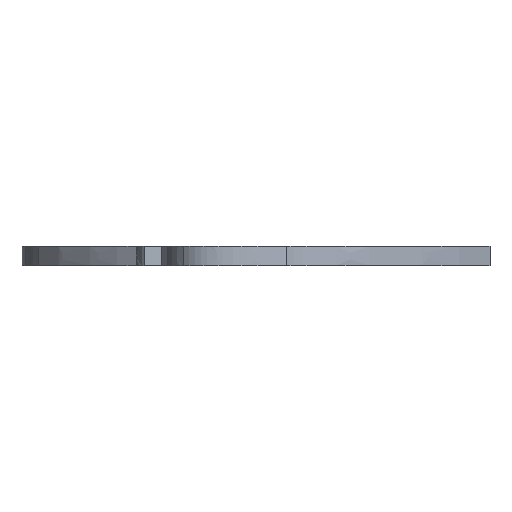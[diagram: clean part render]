
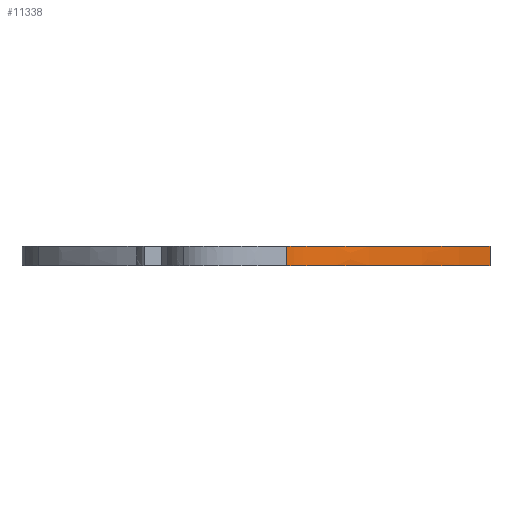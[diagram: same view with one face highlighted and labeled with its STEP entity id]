
A CAD part, left-side view. The second image highlights one B-rep face of the part: STEP entity #11338.
In plain terms, the highlighted face is a extrusion surface.
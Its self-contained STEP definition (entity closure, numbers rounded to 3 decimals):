
#77 = B_SPLINE_SURFACE_WITH_KNOTS('',1,1,(
    (#78,#79)
    ,(#80,#81)),.UNSPECIFIED.,.F.,.F.,.F.,(2,2),(2,2),(-71.409,
    72.845),(-37.683,35.135),
  .PIECEWISE_BEZIER_KNOTS.);
#78 = CARTESIAN_POINT('',(-2.009,-72.819,3.));
#79 = CARTESIAN_POINT('',(-2.009,0.,3.));
#80 = CARTESIAN_POINT('',(142.245,-72.819,3.));
#81 = CARTESIAN_POINT('',(142.245,0.,3.));
#134 = B_SPLINE_SURFACE_WITH_KNOTS('',1,1,(
    (#135,#136)
    ,(#137,#138
    )),.UNSPECIFIED.,.F.,.F.,.F.,(2,2),(2,2),(-71.409,
    72.845),(-37.683,35.135),
  .PIECEWISE_BEZIER_KNOTS.);
#135 = CARTESIAN_POINT('',(-2.009,-72.819,0.));
#136 = CARTESIAN_POINT('',(-2.009,0.,0.));
#137 = CARTESIAN_POINT('',(142.245,-72.819,0.));
#138 = CARTESIAN_POINT('',(142.245,0.,0.));
#477 = VERTEX_POINT('',#478);
#478 = CARTESIAN_POINT('',(3.133,-41.186,0.));
#494 = SURFACE_OF_LINEAR_EXTRUSION('',#495,#500);
#495 = B_SPLINE_CURVE_WITH_KNOTS('',3,(#496,#497,#498,#499),
  .UNSPECIFIED.,.F.,.F.,(4,4),(0.,1.),.PIECEWISE_BEZIER_KNOTS.);
#496 = CARTESIAN_POINT('',(2.057,-25.115,0.));
#497 = CARTESIAN_POINT('',(-2.009,-29.537,0.));
#498 = CARTESIAN_POINT('',(0.819,-37.1,0.));
#499 = CARTESIAN_POINT('',(3.133,-41.186,0.));
#500 = VECTOR('',#501,1.);
#501 = DIRECTION('',(-0.,-0.,-1.));
#509 = EDGE_CURVE('',#477,#510,#512,.T.);
#510 = VERTEX_POINT('',#511);
#511 = CARTESIAN_POINT('',(29.465,-72.819,0.));
#512 = SURFACE_CURVE('',#513,(#518,#526),.PCURVE_S1.);
#513 = B_SPLINE_CURVE_WITH_KNOTS('',3,(#514,#515,#516,#517),
  .UNSPECIFIED.,.F.,.F.,(4,4),(0.,1.),.PIECEWISE_BEZIER_KNOTS.);
#514 = CARTESIAN_POINT('',(3.133,-41.186,0.));
#515 = CARTESIAN_POINT('',(3.133,-48.711,0.));
#516 = CARTESIAN_POINT('',(18.108,-65.403,0.));
#517 = CARTESIAN_POINT('',(29.465,-72.819,0.));
#518 = PCURVE('',#134,#519);
#519 = DEFINITIONAL_REPRESENTATION('',(#520),#525);
#520 = B_SPLINE_CURVE_WITH_KNOTS('',3,(#521,#522,#523,#524),
  .UNSPECIFIED.,.F.,.F.,(4,4),(0.,1.),.PIECEWISE_BEZIER_KNOTS.);
#521 = CARTESIAN_POINT('',(-66.267,-6.05));
#522 = CARTESIAN_POINT('',(-66.267,-13.576));
#523 = CARTESIAN_POINT('',(-51.292,-30.268));
#524 = CARTESIAN_POINT('',(-39.935,-37.683));
#525 = ( GEOMETRIC_REPRESENTATION_CONTEXT(2) 
PARAMETRIC_REPRESENTATION_CONTEXT() REPRESENTATION_CONTEXT('2D SPACE',''
  ) );
#526 = PCURVE('',#527,#535);
#527 = SURFACE_OF_LINEAR_EXTRUSION('',#528,#533);
#528 = B_SPLINE_CURVE_WITH_KNOTS('',3,(#529,#530,#531,#532),
  .UNSPECIFIED.,.F.,.F.,(4,4),(0.,1.),.PIECEWISE_BEZIER_KNOTS.);
#529 = CARTESIAN_POINT('',(3.133,-41.186,0.));
#530 = CARTESIAN_POINT('',(3.133,-48.711,0.));
#531 = CARTESIAN_POINT('',(18.108,-65.403,0.));
#532 = CARTESIAN_POINT('',(29.465,-72.819,0.));
#533 = VECTOR('',#534,1.);
#534 = DIRECTION('',(-0.,-0.,-1.));
#535 = DEFINITIONAL_REPRESENTATION('',(#536),#540);
#536 = LINE('',#537,#538);
#537 = CARTESIAN_POINT('',(0.,0.));
#538 = VECTOR('',#539,1.);
#539 = DIRECTION('',(1.,0.));
#540 = ( GEOMETRIC_REPRESENTATION_CONTEXT(2) 
PARAMETRIC_REPRESENTATION_CONTEXT() REPRESENTATION_CONTEXT('2D SPACE',''
  ) );
#557 = SURFACE_OF_LINEAR_EXTRUSION('',#558,#561);
#558 = B_SPLINE_CURVE_WITH_KNOTS('',1,(#559,#560),.UNSPECIFIED.,.F.,.F.,
  (2,2),(0.,6.835),.PIECEWISE_BEZIER_KNOTS.);
#559 = CARTESIAN_POINT('',(29.465,-72.819,0.));
#560 = CARTESIAN_POINT('',(36.066,-71.046,0.));
#561 = VECTOR('',#562,1.);
#562 = DIRECTION('',(-0.,-0.,-1.));
#6144 = VERTEX_POINT('',#6145);
#6145 = CARTESIAN_POINT('',(3.133,-41.186,3.));
#6168 = EDGE_CURVE('',#6144,#6169,#6171,.T.);
#6169 = VERTEX_POINT('',#6170);
#6170 = CARTESIAN_POINT('',(29.465,-72.819,3.));
#6171 = SURFACE_CURVE('',#6172,(#6177,#6185),.PCURVE_S1.);
#6172 = B_SPLINE_CURVE_WITH_KNOTS('',3,(#6173,#6174,#6175,#6176),
  .UNSPECIFIED.,.F.,.F.,(4,4),(0.,1.),.PIECEWISE_BEZIER_KNOTS.);
#6173 = CARTESIAN_POINT('',(3.133,-41.186,3.));
#6174 = CARTESIAN_POINT('',(3.133,-48.711,3.));
#6175 = CARTESIAN_POINT('',(18.108,-65.403,3.));
#6176 = CARTESIAN_POINT('',(29.465,-72.819,3.));
#6177 = PCURVE('',#77,#6178);
#6178 = DEFINITIONAL_REPRESENTATION('',(#6179),#6184);
#6179 = B_SPLINE_CURVE_WITH_KNOTS('',3,(#6180,#6181,#6182,#6183),
  .UNSPECIFIED.,.F.,.F.,(4,4),(0.,1.),.PIECEWISE_BEZIER_KNOTS.);
#6180 = CARTESIAN_POINT('',(-66.267,-6.05));
#6181 = CARTESIAN_POINT('',(-66.267,-13.576));
#6182 = CARTESIAN_POINT('',(-51.292,-30.268));
#6183 = CARTESIAN_POINT('',(-39.935,-37.683));
#6184 = ( GEOMETRIC_REPRESENTATION_CONTEXT(2) 
PARAMETRIC_REPRESENTATION_CONTEXT() REPRESENTATION_CONTEXT('2D SPACE',''
  ) );
#6185 = PCURVE('',#527,#6186);
#6186 = DEFINITIONAL_REPRESENTATION('',(#6187),#6191);
#6187 = LINE('',#6188,#6189);
#6188 = CARTESIAN_POINT('',(0.,-3.));
#6189 = VECTOR('',#6190,1.);
#6190 = DIRECTION('',(1.,0.));
#6191 = ( GEOMETRIC_REPRESENTATION_CONTEXT(2) 
PARAMETRIC_REPRESENTATION_CONTEXT() REPRESENTATION_CONTEXT('2D SPACE',''
  ) );
#11290 = EDGE_CURVE('',#477,#6144,#11291,.T.);
#11291 = SURFACE_CURVE('',#11292,(#11296,#11303),.PCURVE_S1.);
#11292 = LINE('',#11293,#11294);
#11293 = CARTESIAN_POINT('',(3.133,-41.186,0.));
#11294 = VECTOR('',#11295,1.);
#11295 = DIRECTION('',(0.,0.,1.));
#11296 = PCURVE('',#494,#11297);
#11297 = DEFINITIONAL_REPRESENTATION('',(#11298),#11302);
#11298 = LINE('',#11299,#11300);
#11299 = CARTESIAN_POINT('',(1.,0.));
#11300 = VECTOR('',#11301,1.);
#11301 = DIRECTION('',(0.,-1.));
#11302 = ( GEOMETRIC_REPRESENTATION_CONTEXT(2) 
PARAMETRIC_REPRESENTATION_CONTEXT() REPRESENTATION_CONTEXT('2D SPACE',''
  ) );
#11303 = PCURVE('',#527,#11304);
#11304 = DEFINITIONAL_REPRESENTATION('',(#11305),#11309);
#11305 = LINE('',#11306,#11307);
#11306 = CARTESIAN_POINT('',(0.,0.));
#11307 = VECTOR('',#11308,1.);
#11308 = DIRECTION('',(0.,-1.));
#11309 = ( GEOMETRIC_REPRESENTATION_CONTEXT(2) 
PARAMETRIC_REPRESENTATION_CONTEXT() REPRESENTATION_CONTEXT('2D SPACE',''
  ) );
#11338 = ADVANCED_FACE('',(#11339),#527,.F.);
#11339 = FACE_BOUND('',#11340,.F.);
#11340 = EDGE_LOOP('',(#11341,#11342,#11343,#11364));
#11341 = ORIENTED_EDGE('',*,*,#11290,.T.);
#11342 = ORIENTED_EDGE('',*,*,#6168,.T.);
#11343 = ORIENTED_EDGE('',*,*,#11344,.F.);
#11344 = EDGE_CURVE('',#510,#6169,#11345,.T.);
#11345 = SURFACE_CURVE('',#11346,(#11350,#11357),.PCURVE_S1.);
#11346 = LINE('',#11347,#11348);
#11347 = CARTESIAN_POINT('',(29.465,-72.819,0.));
#11348 = VECTOR('',#11349,1.);
#11349 = DIRECTION('',(0.,0.,1.));
#11350 = PCURVE('',#527,#11351);
#11351 = DEFINITIONAL_REPRESENTATION('',(#11352),#11356);
#11352 = LINE('',#11353,#11354);
#11353 = CARTESIAN_POINT('',(1.,0.));
#11354 = VECTOR('',#11355,1.);
#11355 = DIRECTION('',(0.,-1.));
#11356 = ( GEOMETRIC_REPRESENTATION_CONTEXT(2) 
PARAMETRIC_REPRESENTATION_CONTEXT() REPRESENTATION_CONTEXT('2D SPACE',''
  ) );
#11357 = PCURVE('',#557,#11358);
#11358 = DEFINITIONAL_REPRESENTATION('',(#11359),#11363);
#11359 = LINE('',#11360,#11361);
#11360 = CARTESIAN_POINT('',(0.,0.));
#11361 = VECTOR('',#11362,1.);
#11362 = DIRECTION('',(0.,-1.));
#11363 = ( GEOMETRIC_REPRESENTATION_CONTEXT(2) 
PARAMETRIC_REPRESENTATION_CONTEXT() REPRESENTATION_CONTEXT('2D SPACE',''
  ) );
#11364 = ORIENTED_EDGE('',*,*,#509,.F.);
